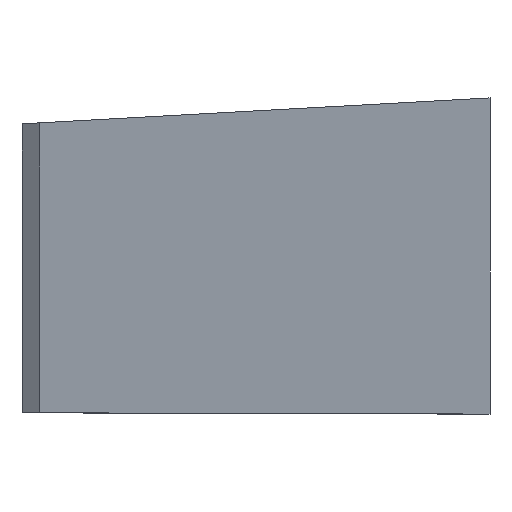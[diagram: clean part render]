
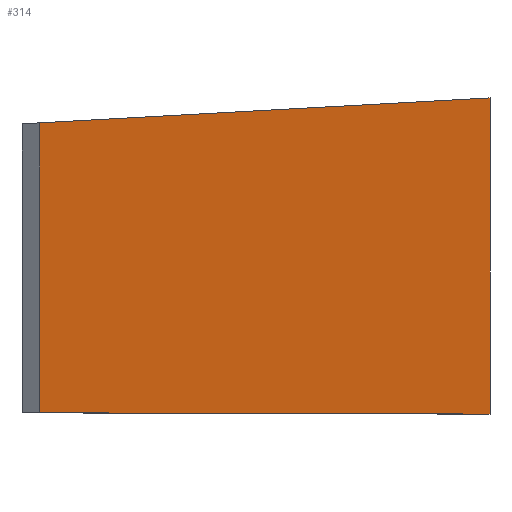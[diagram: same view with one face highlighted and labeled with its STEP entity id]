
A CAD part, top view. The second image highlights one B-rep face of the part: STEP entity #314.
In plain terms, the highlighted planar face has unit normal (0.851, 0, 0.526).
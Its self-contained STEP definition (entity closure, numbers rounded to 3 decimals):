
#43 = PLANE('',#44);
#44 = AXIS2_PLACEMENT_3D('',#45,#46,#47);
#45 = CARTESIAN_POINT('',(2202.325,0.,-2871.835));
#46 = DIRECTION('',(0.609,0.,-0.794));
#47 = DIRECTION('',(0.,-1.,0.));
#69 = PLANE('',#70);
#70 = AXIS2_PLACEMENT_3D('',#71,#72,#73);
#71 = CARTESIAN_POINT('',(0.,0.,-7500.));
#72 = DIRECTION('',(0.,-1.,-0.));
#73 = DIRECTION('',(1.,0.,0.));
#95 = PLANE('',#96);
#96 = AXIS2_PLACEMENT_3D('',#97,#98,#99);
#97 = CARTESIAN_POINT('',(1261.95,0.,-2592.896));
#98 = DIRECTION('',(0.438,0.,-0.899));
#99 = DIRECTION('',(0.,-1.,0.));
#119 = PLANE('',#120);
#120 = AXIS2_PLACEMENT_3D('',#121,#122,#123);
#121 = CARTESIAN_POINT('',(-11761.655,-779.004,
    -3433.355));
#122 = DIRECTION('',(0.058,-0.998,0.));
#123 = DIRECTION('',(0.,0.,-1.));
#135 = VERTEX_POINT('',#136);
#136 = CARTESIAN_POINT('',(11649.436,584.536,
    4372.874));
#155 = EDGE_CURVE('',#135,#156,#158,.T.);
#156 = VERTEX_POINT('',#157);
#157 = CARTESIAN_POINT('',(11649.436,0.,4372.874));
#158 = SURFACE_CURVE('',#159,(#163,#169),.PCURVE_S1.);
#159 = LINE('',#160,#161);
#160 = CARTESIAN_POINT('',(11649.436,-22.597,
    4372.874));
#161 = VECTOR('',#162,1.);
#162 = DIRECTION('',(0.,-1.,0.));
#163 = PCURVE('',#43,#164);
#164 = DEFINITIONAL_REPRESENTATION('',(#165),#168);
#165 = B_SPLINE_CURVE_WITH_KNOTS('',1,(#166,#167),.UNSPECIFIED.,.F.,.F.,
  (2,2),(-718.598,613.403),.PIECEWISE_BEZIER_KNOTS.);
#166 = CARTESIAN_POINT('',(-696.001,-11905.197));
#167 = CARTESIAN_POINT('',(636.,-11905.197));
#168 = ( GEOMETRIC_REPRESENTATION_CONTEXT(2) 
PARAMETRIC_REPRESENTATION_CONTEXT() REPRESENTATION_CONTEXT('2D SPACE',''
  ) );
#169 = PCURVE('',#170,#175);
#170 = PLANE('',#171);
#171 = AXIS2_PLACEMENT_3D('',#172,#173,#174);
#172 = CARTESIAN_POINT('',(8663.549,-45.193,
    9204.09));
#173 = DIRECTION('',(0.851,0.,0.526));
#174 = DIRECTION('',(0.,-1.,0.));
#175 = DEFINITIONAL_REPRESENTATION('',(#176),#179);
#176 = B_SPLINE_CURVE_WITH_KNOTS('',1,(#177,#178),.UNSPECIFIED.,.F.,.F.,
  (2,2),(-718.598,613.403),.PIECEWISE_BEZIER_KNOTS.);
#177 = CARTESIAN_POINT('',(-741.194,5679.451));
#178 = CARTESIAN_POINT('',(590.807,5679.451));
#179 = ( GEOMETRIC_REPRESENTATION_CONTEXT(2) 
PARAMETRIC_REPRESENTATION_CONTEXT() REPRESENTATION_CONTEXT('2D SPACE',''
  ) );
#205 = VERTEX_POINT('',#206);
#206 = CARTESIAN_POINT('',(12557.033,637.398,
    2904.368));
#225 = EDGE_CURVE('',#205,#135,#226,.T.);
#226 = SURFACE_CURVE('',#227,(#231,#237),.PCURVE_S1.);
#227 = LINE('',#228,#229);
#228 = CARTESIAN_POINT('',(8653.409,410.038,
    9220.497));
#229 = VECTOR('',#230,1.);
#230 = DIRECTION('',(-0.525,-0.031,0.85)
  );
#231 = PCURVE('',#119,#232);
#232 = DEFINITIONAL_REPRESENTATION('',(#233),#236);
#233 = B_SPLINE_CURVE_WITH_KNOTS('',1,(#234,#235),.UNSPECIFIED.,.F.,.F.,
  (2,2),(-7748.986,-5477.194),
  .PIECEWISE_BEZIER_KNOTS.);
#234 = CARTESIAN_POINT('',(-6065.278,24528.569));
#235 = CARTESIAN_POINT('',(-7996.868,23332.744));
#236 = ( GEOMETRIC_REPRESENTATION_CONTEXT(2) 
PARAMETRIC_REPRESENTATION_CONTEXT() REPRESENTATION_CONTEXT('2D SPACE',''
  ) );
#237 = PCURVE('',#170,#238);
#238 = DEFINITIONAL_REPRESENTATION('',(#239),#242);
#239 = B_SPLINE_CURVE_WITH_KNOTS('',1,(#240,#241),.UNSPECIFIED.,.F.,.F.,
  (2,2),(-7748.986,-5477.194),
  .PIECEWISE_BEZIER_KNOTS.);
#240 = CARTESIAN_POINT('',(-692.398,7726.068));
#241 = CARTESIAN_POINT('',(-622.867,5455.341));
#242 = ( GEOMETRIC_REPRESENTATION_CONTEXT(2) 
PARAMETRIC_REPRESENTATION_CONTEXT() REPRESENTATION_CONTEXT('2D SPACE',''
  ) );
#250 = EDGE_CURVE('',#205,#251,#253,.T.);
#251 = VERTEX_POINT('',#252);
#252 = CARTESIAN_POINT('',(12557.033,0.,2904.368));
#253 = SURFACE_CURVE('',#254,(#258,#264),.PCURVE_S1.);
#254 = LINE('',#255,#256);
#255 = CARTESIAN_POINT('',(12557.033,-22.597,
    2904.368));
#256 = VECTOR('',#257,1.);
#257 = DIRECTION('',(0.,-1.,0.));
#258 = PCURVE('',#95,#259);
#259 = DEFINITIONAL_REPRESENTATION('',(#260),#263);
#260 = B_SPLINE_CURVE_WITH_KNOTS('',1,(#261,#262),.UNSPECIFIED.,.F.,.F.,
  (2,2),(-776.813,618.696),.PIECEWISE_BEZIER_KNOTS.);
#261 = CARTESIAN_POINT('',(-754.217,-12561.799));
#262 = CARTESIAN_POINT('',(641.292,-12561.799));
#263 = ( GEOMETRIC_REPRESENTATION_CONTEXT(2) 
PARAMETRIC_REPRESENTATION_CONTEXT() REPRESENTATION_CONTEXT('2D SPACE',''
  ) );
#264 = PCURVE('',#170,#265);
#265 = DEFINITIONAL_REPRESENTATION('',(#266),#269);
#266 = B_SPLINE_CURVE_WITH_KNOTS('',1,(#267,#268),.UNSPECIFIED.,.F.,.F.,
  (2,2),(-776.813,618.696),.PIECEWISE_BEZIER_KNOTS.);
#267 = CARTESIAN_POINT('',(-799.41,7405.789));
#268 = CARTESIAN_POINT('',(596.099,7405.789));
#269 = ( GEOMETRIC_REPRESENTATION_CONTEXT(2) 
PARAMETRIC_REPRESENTATION_CONTEXT() REPRESENTATION_CONTEXT('2D SPACE',''
  ) );
#296 = EDGE_CURVE('',#156,#251,#297,.T.);
#297 = SURFACE_CURVE('',#298,(#302,#308),.PCURVE_S1.);
#298 = LINE('',#299,#300);
#299 = CARTESIAN_POINT('',(11201.424,0.,5097.766));
#300 = VECTOR('',#301,1.);
#301 = DIRECTION('',(0.526,0.,-0.851));
#302 = PCURVE('',#69,#303);
#303 = DEFINITIONAL_REPRESENTATION('',(#304),#307);
#304 = B_SPLINE_CURVE_WITH_KNOTS('',1,(#305,#306),.UNSPECIFIED.,.F.,.F.,
  (2,2),(679.53,2751.136),.PIECEWISE_BEZIER_KNOTS.);
#305 = CARTESIAN_POINT('',(11558.677,12019.725));
#306 = CARTESIAN_POINT('',(12647.793,10257.517));
#307 = ( GEOMETRIC_REPRESENTATION_CONTEXT(2) 
PARAMETRIC_REPRESENTATION_CONTEXT() REPRESENTATION_CONTEXT('2D SPACE',''
  ) );
#308 = PCURVE('',#170,#309);
#309 = DEFINITIONAL_REPRESENTATION('',(#310),#313);
#310 = B_SPLINE_CURVE_WITH_KNOTS('',1,(#311,#312),.UNSPECIFIED.,.F.,.F.,
  (2,2),(679.53,2751.136),.PIECEWISE_BEZIER_KNOTS.);
#311 = CARTESIAN_POINT('',(-45.193,5506.817));
#312 = CARTESIAN_POINT('',(-45.193,7578.423));
#313 = ( GEOMETRIC_REPRESENTATION_CONTEXT(2) 
PARAMETRIC_REPRESENTATION_CONTEXT() REPRESENTATION_CONTEXT('2D SPACE',''
  ) );
#314 = ADVANCED_FACE('',(#315),#170,.T.);
#315 = FACE_BOUND('',#316,.T.);
#316 = EDGE_LOOP('',(#317,#318,#319,#320));
#317 = ORIENTED_EDGE('',*,*,#250,.F.);
#318 = ORIENTED_EDGE('',*,*,#225,.T.);
#319 = ORIENTED_EDGE('',*,*,#155,.T.);
#320 = ORIENTED_EDGE('',*,*,#296,.T.);
